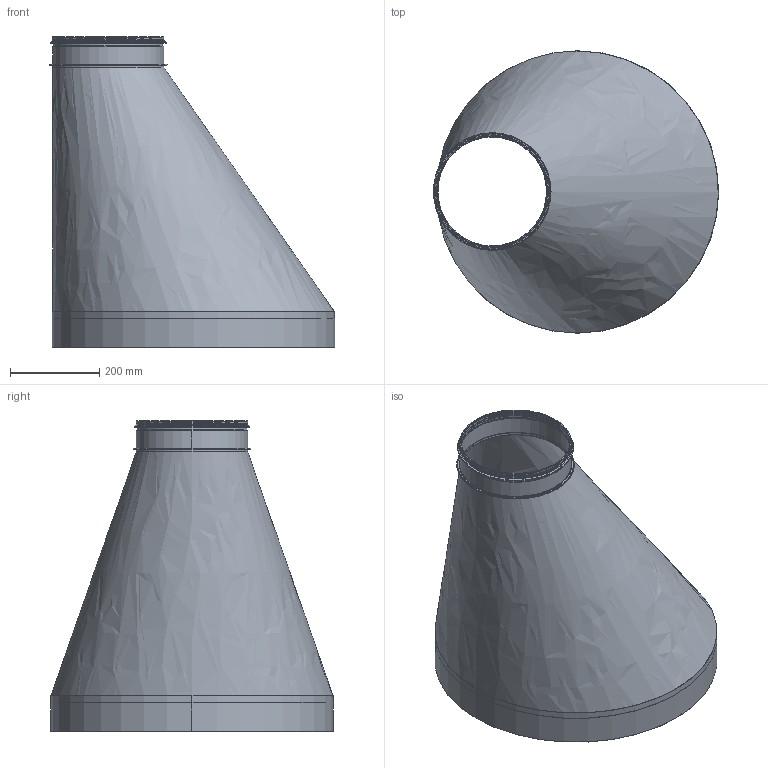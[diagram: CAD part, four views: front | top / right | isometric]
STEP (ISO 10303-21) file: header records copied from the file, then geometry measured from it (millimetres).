
FILE_DESCRIPTION((''),'2;1');
FILE_NAME('HFBM_630-250.stp','2014-02-19T13:20:05',(''),(''),'Autodesk Inventor 2013','Autodesk Inventor 2013','');
FILE_SCHEMA(('AUTOMOTIVE_DESIGN { 1 2 10303 214 0 1 1 1 }'));
Length unit declared in the file: millimetre
Products named in the file (6): HFBM_630-250; KonPunktadFalsadHFBM_630-250; Muff-630; StosMedFals_Kort-250; StosMedFalsRörämne_Kort-250; 999007
Assembly tree (5 placements, depth 3):
  HFBM_630-250
    KonPunktadFalsadHFBM_630-250
    Muff-630
    StosMedFals_Kort-250
      StosMedFalsRörämne_Kort-250
      999007
Bounding box: 638.31 x 631.6 x 695.5 mm (x, y, z)
Volume: 565133 mm3; surface area: 2204651.7 mm2
Topology: 4 solids, 4 shells, 90 faces, 178 edges, 97 vertices
Faces by surface type: plane 42, cylinder 20, torus 18, cone 6, bspline 4
Full cylindrical faces by diameter (mm): 243.1 x1, 244.1 x1, 245.3 x1, 247.9 x6, 248.9 x3, 251.9 x1, 254.3 x1, 258.9 x1, 259.3 x1, 629.6 x1, 630.6 x2, 631.6 x1
Entity records: 2910 total; most frequent: CARTESIAN_POINT 830, DIRECTION 431, ORIENTED_EDGE 316, AXIS2_PLACEMENT_3D 184, EDGE_CURVE 158, EDGE_LOOP 118, VERTEX_POINT 97, STYLED_ITEM 94
